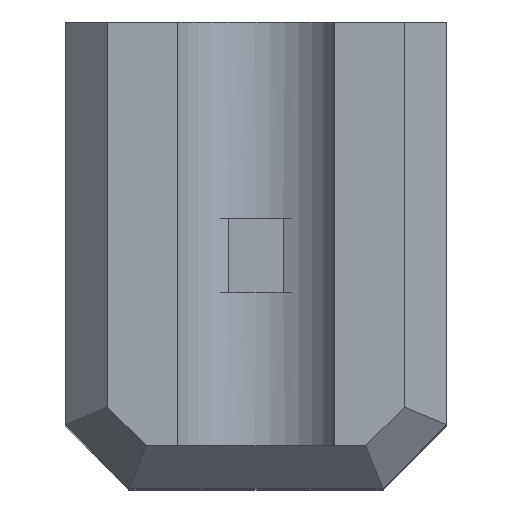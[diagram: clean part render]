
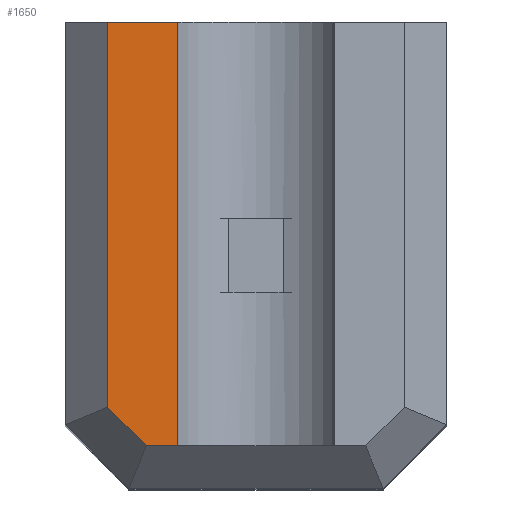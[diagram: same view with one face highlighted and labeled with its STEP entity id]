
A CAD part, top view. The second image highlights one B-rep face of the part: STEP entity #1650.
In plain terms, the highlighted planar face has unit normal (0, 0, 1).
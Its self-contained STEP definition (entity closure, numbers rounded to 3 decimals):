
#72 = PLANE('',#73);
#73 = AXIS2_PLACEMENT_3D('',#74,#75,#76);
#74 = CARTESIAN_POINT('',(-8.,-8.,46.));
#75 = DIRECTION('',(-0.707,0.,0.707));
#76 = DIRECTION('',(-0.,-1.,-0.));
#100 = PLANE('',#101);
#101 = AXIS2_PLACEMENT_3D('',#102,#103,#104);
#102 = CARTESIAN_POINT('',(-9.,11.,0.));
#103 = DIRECTION('',(0.,1.,0.));
#104 = DIRECTION('',(1.,0.,0.));
#334 = PLANE('',#335);
#335 = AXIS2_PLACEMENT_3D('',#336,#337,#338);
#336 = CARTESIAN_POINT('',(-8.293,-7.293,46.));
#337 = DIRECTION('',(0.5,0.5,-0.707));
#338 = DIRECTION('',(-0.707,0.707,0.)
  );
#523 = VERTEX_POINT('',#524);
#524 = CARTESIAN_POINT('',(-7.,-7.172,47.));
#547 = VERTEX_POINT('',#548);
#548 = CARTESIAN_POINT('',(-7.,11.,47.));
#569 = EDGE_CURVE('',#523,#547,#570,.T.);
#570 = SURFACE_CURVE('',#571,(#575,#582),.PCURVE_S1.);
#571 = LINE('',#572,#573);
#572 = CARTESIAN_POINT('',(-7.,-8.,47.));
#573 = VECTOR('',#574,1.);
#574 = DIRECTION('',(0.,1.,0.));
#575 = PCURVE('',#72,#576);
#576 = DEFINITIONAL_REPRESENTATION('',(#577),#581);
#577 = LINE('',#578,#579);
#578 = CARTESIAN_POINT('',(-0.,1.414));
#579 = VECTOR('',#580,1.);
#580 = DIRECTION('',(-1.,0.));
#581 = ( GEOMETRIC_REPRESENTATION_CONTEXT(2) 
PARAMETRIC_REPRESENTATION_CONTEXT() REPRESENTATION_CONTEXT('2D SPACE',''
  ) );
#582 = PCURVE('',#583,#588);
#583 = PLANE('',#584);
#584 = AXIS2_PLACEMENT_3D('',#585,#586,#587);
#585 = CARTESIAN_POINT('',(-9.,-8.,47.));
#586 = DIRECTION('',(0.,0.,1.));
#587 = DIRECTION('',(1.,0.,0.));
#588 = DEFINITIONAL_REPRESENTATION('',(#589),#593);
#589 = LINE('',#590,#591);
#590 = CARTESIAN_POINT('',(2.,0.));
#591 = VECTOR('',#592,1.);
#592 = DIRECTION('',(0.,1.));
#593 = ( GEOMETRIC_REPRESENTATION_CONTEXT(2) 
PARAMETRIC_REPRESENTATION_CONTEXT() REPRESENTATION_CONTEXT('2D SPACE',''
  ) );
#705 = EDGE_CURVE('',#547,#706,#708,.T.);
#706 = VERTEX_POINT('',#707);
#707 = CARTESIAN_POINT('',(-3.693,11.,47.));
#708 = SURFACE_CURVE('',#709,(#713,#720),.PCURVE_S1.);
#709 = LINE('',#710,#711);
#710 = CARTESIAN_POINT('',(-9.,11.,47.));
#711 = VECTOR('',#712,1.);
#712 = DIRECTION('',(1.,0.,0.));
#713 = PCURVE('',#100,#714);
#714 = DEFINITIONAL_REPRESENTATION('',(#715),#719);
#715 = LINE('',#716,#717);
#716 = CARTESIAN_POINT('',(0.,-47.));
#717 = VECTOR('',#718,1.);
#718 = DIRECTION('',(1.,0.));
#719 = ( GEOMETRIC_REPRESENTATION_CONTEXT(2) 
PARAMETRIC_REPRESENTATION_CONTEXT() REPRESENTATION_CONTEXT('2D SPACE',''
  ) );
#720 = PCURVE('',#583,#721);
#721 = DEFINITIONAL_REPRESENTATION('',(#722),#726);
#722 = LINE('',#723,#724);
#723 = CARTESIAN_POINT('',(0.,19.));
#724 = VECTOR('',#725,1.);
#725 = DIRECTION('',(1.,0.));
#726 = ( GEOMETRIC_REPRESENTATION_CONTEXT(2) 
PARAMETRIC_REPRESENTATION_CONTEXT() REPRESENTATION_CONTEXT('2D SPACE',''
  ) );
#745 = CYLINDRICAL_SURFACE('',#746,4.2);
#746 = AXIS2_PLACEMENT_3D('',#747,#748,#749);
#747 = CARTESIAN_POINT('',(0.,11.,45.));
#748 = DIRECTION('',(0.,1.,0.));
#749 = DIRECTION('',(-1.,0.,0.));
#1589 = PLANE('',#1590);
#1590 = AXIS2_PLACEMENT_3D('',#1591,#1592,#1593);
#1591 = CARTESIAN_POINT('',(6.,-10.,46.));
#1592 = DIRECTION('',(0.,-0.707,0.707));
#1593 = DIRECTION('',(1.,0.,0.));
#1608 = VERTEX_POINT('',#1609);
#1609 = CARTESIAN_POINT('',(-5.172,-9.,47.));
#1630 = EDGE_CURVE('',#523,#1608,#1631,.T.);
#1631 = SURFACE_CURVE('',#1632,(#1636,#1643),.PCURVE_S1.);
#1632 = LINE('',#1633,#1634);
#1633 = CARTESIAN_POINT('',(-7.586,-6.586,47.));
#1634 = VECTOR('',#1635,1.);
#1635 = DIRECTION('',(0.707,-0.707,0.));
#1636 = PCURVE('',#334,#1637);
#1637 = DEFINITIONAL_REPRESENTATION('',(#1638),#1642);
#1638 = LINE('',#1639,#1640);
#1639 = CARTESIAN_POINT('',(0.,1.414));
#1640 = VECTOR('',#1641,1.);
#1641 = DIRECTION('',(-1.,0.));
#1642 = ( GEOMETRIC_REPRESENTATION_CONTEXT(2) 
PARAMETRIC_REPRESENTATION_CONTEXT() REPRESENTATION_CONTEXT('2D SPACE',''
  ) );
#1643 = PCURVE('',#583,#1644);
#1644 = DEFINITIONAL_REPRESENTATION('',(#1645),#1649);
#1645 = LINE('',#1646,#1647);
#1646 = CARTESIAN_POINT('',(1.414,1.414));
#1647 = VECTOR('',#1648,1.);
#1648 = DIRECTION('',(0.707,-0.707));
#1649 = ( GEOMETRIC_REPRESENTATION_CONTEXT(2) 
PARAMETRIC_REPRESENTATION_CONTEXT() REPRESENTATION_CONTEXT('2D SPACE',''
  ) );
#1650 = ADVANCED_FACE('',(#1651),#583,.T.);
#1651 = FACE_BOUND('',#1652,.T.);
#1652 = EDGE_LOOP('',(#1653,#1654,#1655,#1656,#1679));
#1653 = ORIENTED_EDGE('',*,*,#705,.F.);
#1654 = ORIENTED_EDGE('',*,*,#569,.F.);
#1655 = ORIENTED_EDGE('',*,*,#1630,.T.);
#1656 = ORIENTED_EDGE('',*,*,#1657,.F.);
#1657 = EDGE_CURVE('',#1658,#1608,#1660,.T.);
#1658 = VERTEX_POINT('',#1659);
#1659 = CARTESIAN_POINT('',(-3.693,-9.,47.));
#1660 = SURFACE_CURVE('',#1661,(#1665,#1672),.PCURVE_S1.);
#1661 = LINE('',#1662,#1663);
#1662 = CARTESIAN_POINT('',(6.,-9.,47.));
#1663 = VECTOR('',#1664,1.);
#1664 = DIRECTION('',(-1.,0.,0.));
#1665 = PCURVE('',#583,#1666);
#1666 = DEFINITIONAL_REPRESENTATION('',(#1667),#1671);
#1667 = LINE('',#1668,#1669);
#1668 = CARTESIAN_POINT('',(15.,-1.));
#1669 = VECTOR('',#1670,1.);
#1670 = DIRECTION('',(-1.,0.));
#1671 = ( GEOMETRIC_REPRESENTATION_CONTEXT(2) 
PARAMETRIC_REPRESENTATION_CONTEXT() REPRESENTATION_CONTEXT('2D SPACE',''
  ) );
#1672 = PCURVE('',#1589,#1673);
#1673 = DEFINITIONAL_REPRESENTATION('',(#1674),#1678);
#1674 = LINE('',#1675,#1676);
#1675 = CARTESIAN_POINT('',(-0.,1.414));
#1676 = VECTOR('',#1677,1.);
#1677 = DIRECTION('',(-1.,0.));
#1678 = ( GEOMETRIC_REPRESENTATION_CONTEXT(2) 
PARAMETRIC_REPRESENTATION_CONTEXT() REPRESENTATION_CONTEXT('2D SPACE',''
  ) );
#1679 = ORIENTED_EDGE('',*,*,#1680,.T.);
#1680 = EDGE_CURVE('',#1658,#706,#1681,.T.);
#1681 = SURFACE_CURVE('',#1682,(#1686,#1692),.PCURVE_S1.);
#1682 = LINE('',#1683,#1684);
#1683 = CARTESIAN_POINT('',(-3.693,11.,47.));
#1684 = VECTOR('',#1685,1.);
#1685 = DIRECTION('',(0.,1.,0.));
#1686 = PCURVE('',#583,#1687);
#1687 = DEFINITIONAL_REPRESENTATION('',(#1688),#1691);
#1688 = B_SPLINE_CURVE_WITH_KNOTS('',1,(#1689,#1690),.UNSPECIFIED.,.F.,
  .F.,(2,2),(-20.,0.),.PIECEWISE_BEZIER_KNOTS.);
#1689 = CARTESIAN_POINT('',(5.307,-1.));
#1690 = CARTESIAN_POINT('',(5.307,19.));
#1691 = ( GEOMETRIC_REPRESENTATION_CONTEXT(2) 
PARAMETRIC_REPRESENTATION_CONTEXT() REPRESENTATION_CONTEXT('2D SPACE',''
  ) );
#1692 = PCURVE('',#745,#1693);
#1693 = DEFINITIONAL_REPRESENTATION('',(#1694),#1697);
#1694 = B_SPLINE_CURVE_WITH_KNOTS('',1,(#1695,#1696),.UNSPECIFIED.,.F.,
  .F.,(2,2),(-20.,0.),.PIECEWISE_BEZIER_KNOTS.);
#1695 = CARTESIAN_POINT('',(0.496,-20.));
#1696 = CARTESIAN_POINT('',(0.496,0.));
#1697 = ( GEOMETRIC_REPRESENTATION_CONTEXT(2) 
PARAMETRIC_REPRESENTATION_CONTEXT() REPRESENTATION_CONTEXT('2D SPACE',''
  ) );
